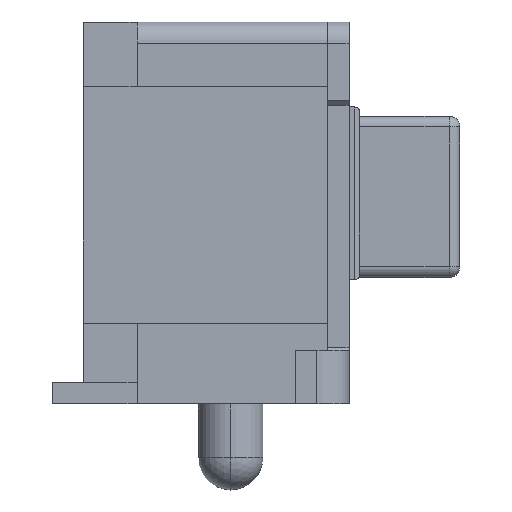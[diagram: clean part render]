
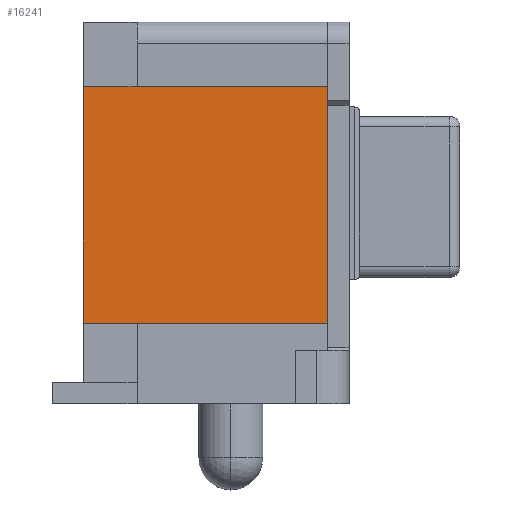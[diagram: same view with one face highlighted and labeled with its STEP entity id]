
A CAD part, left-side view. The second image highlights one B-rep face of the part: STEP entity #16241.
In plain terms, the highlighted planar face has unit normal (-1, 0, 0).
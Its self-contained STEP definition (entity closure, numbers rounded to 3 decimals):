
#170 = CARTESIAN_POINT ( 'NONE',  ( -3.15, 1.187, 2.921 ) ) ;
#637 = VECTOR ( 'NONE', #14230, 1000. ) ;
#2304 = VERTEX_POINT ( 'NONE', #6420 ) ;
#3570 = CARTESIAN_POINT ( 'NONE',  ( -3.15, -1.083, 0.721 ) ) ;
#3707 = DIRECTION ( 'NONE',  ( 0., 0., 1. ) ) ;
#3751 = ORIENTED_EDGE ( 'NONE', *, *, #19526, .F. ) ;
#4544 = EDGE_LOOP ( 'NONE', ( #9196, #3751, #14614, #11547, #12356 ) ) ;
#4658 = DIRECTION ( 'NONE',  ( 0., -1., 0. ) ) ;
#5600 = CARTESIAN_POINT ( 'NONE',  ( -3.15, 1.187, 0.721 ) ) ;
#5796 = VERTEX_POINT ( 'NONE', #5600 ) ;
#6361 = LINE ( 'NONE', #18566, #17286 ) ;
#6420 = CARTESIAN_POINT ( 'NONE',  ( -3.15, 1.187, 2.921 ) ) ;
#6686 = VECTOR ( 'NONE', #15096, 1000. ) ;
#7887 = VERTEX_POINT ( 'NONE', #3570 ) ;
#7897 = EDGE_CURVE ( 'NONE', #7887, #18640, #17715, .T. ) ;
#8273 = FACE_OUTER_BOUND ( 'NONE', #4544, .T. ) ;
#8386 = VERTEX_POINT ( 'NONE', #14269 ) ;
#9196 = ORIENTED_EDGE ( 'NONE', *, *, #7897, .T. ) ;
#11505 = VECTOR ( 'NONE', #16322, 1000. ) ;
#11547 = ORIENTED_EDGE ( 'NONE', *, *, #18895, .F. ) ;
#11559 = CARTESIAN_POINT ( 'NONE',  ( -3.15, 1.187, 0.721 ) ) ;
#12228 = AXIS2_PLACEMENT_3D ( 'NONE', #11559, #14645, #3707 ) ;
#12356 = ORIENTED_EDGE ( 'NONE', *, *, #16791, .T. ) ;
#13499 = CARTESIAN_POINT ( 'NONE',  ( -3.15, 1.187, 0.721 ) ) ;
#13575 = VECTOR ( 'NONE', #4658, 1000. ) ;
#14230 = DIRECTION ( 'NONE',  ( 0., -1., 0. ) ) ;
#14269 = CARTESIAN_POINT ( 'NONE',  ( -3.15, 0.687, 2.921 ) ) ;
#14528 = LINE ( 'NONE', #17527, #637 ) ;
#14614 = ORIENTED_EDGE ( 'NONE', *, *, #18204, .F. ) ;
#14645 = DIRECTION ( 'NONE',  ( 1., 0., 0. ) ) ;
#14704 = LINE ( 'NONE', #13499, #6686 ) ;
#15096 = DIRECTION ( 'NONE',  ( 0., 0., 1. ) ) ;
#16168 = PLANE ( 'NONE',  #12228 ) ;
#16241 = ADVANCED_FACE ( 'NONE', ( #8273 ), #16168, .F. ) ;
#16322 = DIRECTION ( 'NONE',  ( 0., 0., 1. ) ) ;
#16791 = EDGE_CURVE ( 'NONE', #5796, #7887, #14528, .T. ) ;
#17285 = DIRECTION ( 'NONE',  ( 0., -1., 0. ) ) ;
#17286 = VECTOR ( 'NONE', #17285, 1000. ) ;
#17445 = CARTESIAN_POINT ( 'NONE',  ( -3.15, -1.083, 2.921 ) ) ;
#17527 = CARTESIAN_POINT ( 'NONE',  ( -3.15, 1.187, 0.721 ) ) ;
#17616 = CARTESIAN_POINT ( 'NONE',  ( -3.15, -1.083, 0.721 ) ) ;
#17715 = LINE ( 'NONE', #17616, #11505 ) ;
#18204 = EDGE_CURVE ( 'NONE', #2304, #8386, #18582, .T. ) ;
#18566 = CARTESIAN_POINT ( 'NONE',  ( -3.15, 1.187, 2.921 ) ) ;
#18582 = LINE ( 'NONE', #170, #13575 ) ;
#18640 = VERTEX_POINT ( 'NONE', #17445 ) ;
#18895 = EDGE_CURVE ( 'NONE', #5796, #2304, #14704, .T. ) ;
#19526 = EDGE_CURVE ( 'NONE', #8386, #18640, #6361, .T. ) ;
